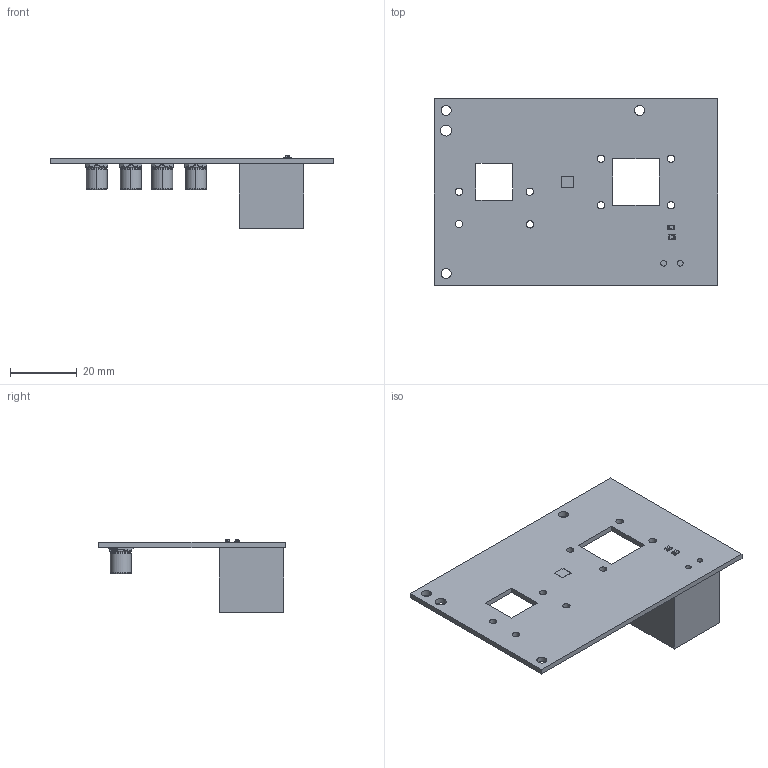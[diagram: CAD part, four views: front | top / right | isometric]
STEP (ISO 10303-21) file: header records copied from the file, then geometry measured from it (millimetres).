
FILE_DESCRIPTION(('Designed by EasyEDA Pro'),'2;1');
FILE_NAME('Open CASCADE Shape Model','2024-04-06T00:00:29',('Author'),( 'Open CASCADE'),'Open CASCADE STEP processor 7.6','Open CASCADE 7.6' ,'Unknown');
FILE_SCHEMA(('AUTOMOTIVE_DESIGN { 1 0 10303 214 1 1 1 1 }'));
Length unit declared in the file: millimetre
Products named in the file (15): PCBModel; COMPOUND; C1; CAP-SMD_BD6.3-L6.6-W6.6-LS7.4-FD; SOLID; C3; C7; C2; U10; LED0805-RD_GREEN; U1; U3; BORNERA DOS TERMINALES TERMINAL BLOCK 5MM
Assembly tree (18 placements, depth 4):
  PCBModel
    COMPOUND
    C1
      CAP-SMD_BD6.3-L6.6-W6.6-LS7.4-FD
        SOLID
    C3
      CAP-SMD_BD6.3-L6.6-W6.6-LS7.4-FD
        SOLID
    C7
      CAP-SMD_BD6.3-L6.6-W6.6-LS7.4-FD
        SOLID
    C2
      CAP-SMD_BD6.3-L6.6-W6.6-LS7.4-FD
        SOLID
    U10
      LED0805-RD_GREEN
        COMPOUND
    U1
      LED0805-RD_GREEN
        COMPOUND
    U3
      BORNERA DOS TERMINALES TERMINAL BLOCK 5MM
        SOLID
Bounding box: 84.97 x 55.97 x 21.75 mm (x, y, z)
Volume: 15223.4 mm3; surface area: 12882.3 mm2
Topology: 15 solids, 15 shells, 1882 faces, 5060 edges, 3336 vertices
Faces by surface type: plane 1142, bspline 630, cylinder 62, torus 40, cone 8
Full cylindrical faces by diameter (mm): 1.7 x2, 2.2 x8, 3 x3, 3.3 x1
Entity records: 29970 total; most frequent: CARTESIAN_POINT 8081, ORIENTED_EDGE 3630, DIRECTION 2396, EDGE_CURVE 1815, LINE 1286, VECTOR 1286, VERTEX_POINT 1200, FACE_BOUND 761
